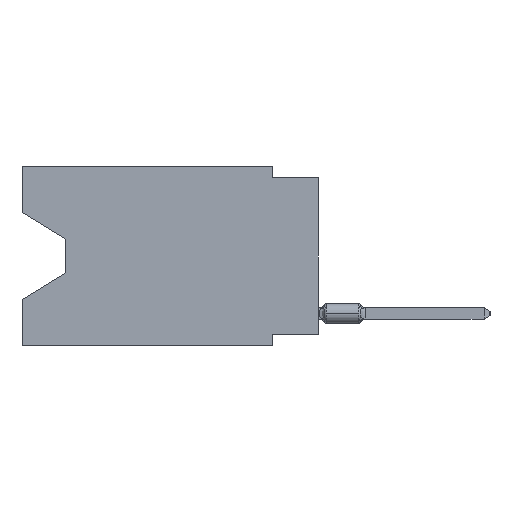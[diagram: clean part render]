
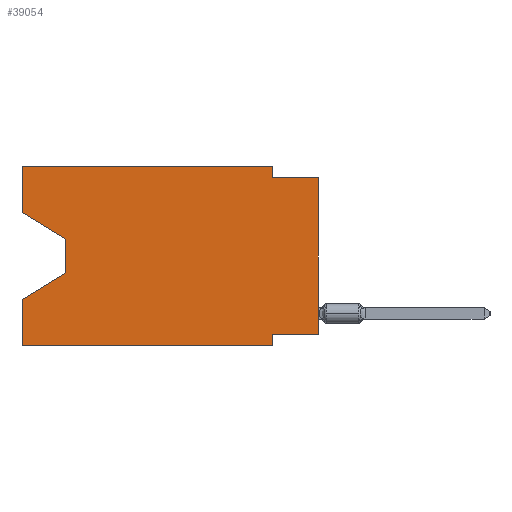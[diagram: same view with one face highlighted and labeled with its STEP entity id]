
A CAD part, left-side view. The second image highlights one B-rep face of the part: STEP entity #39054.
In plain terms, the highlighted planar face has unit normal (-1, 0, 0).
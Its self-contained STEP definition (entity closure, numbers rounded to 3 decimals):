
#277 = LINE ( 'NONE', #66757, #36512 ) ;
#1712 = VERTEX_POINT ( 'NONE', #9507 ) ;
#3384 = EDGE_CURVE ( 'NONE', #45084, #1712, #277, .T. ) ;
#4566 = EDGE_CURVE ( 'NONE', #25628, #8590, #83794, .T. ) ;
#6105 = LINE ( 'NONE', #32422, #35833 ) ;
#6626 = CARTESIAN_POINT ( 'NONE',  ( 0., 0., 0. ) ) ;
#7455 = EDGE_CURVE ( 'NONE', #34795, #8590, #14610, .T. ) ;
#7783 = LINE ( 'NONE', #53115, #37633 ) ;
#8052 = VERTEX_POINT ( 'NONE', #29574 ) ;
#8590 = VERTEX_POINT ( 'NONE', #76121 ) ;
#8883 = EDGE_LOOP ( 'NONE', ( #50856, #42320, #35096, #71799, #39168, #35313, #34785, #71578, #50712, #24665, #72435, #32587 ) ) ;
#9090 = VERTEX_POINT ( 'NONE', #72424 ) ;
#9507 = CARTESIAN_POINT ( 'NONE',  ( 0., 0., -0.635 ) ) ;
#10762 = VECTOR ( 'NONE', #79416, 1000. ) ;
#12399 = VECTOR ( 'NONE', #43362, 1000. ) ;
#14606 = EDGE_CURVE ( 'NONE', #53412, #45084, #43879, .T. ) ;
#14610 = LINE ( 'NONE', #15024, #10762 ) ;
#15024 = CARTESIAN_POINT ( 'NONE',  ( 0., 16.383, 0. ) ) ;
#15962 = CARTESIAN_POINT ( 'NONE',  ( 0., 16.383, 0. ) ) ;
#16050 = EDGE_CURVE ( 'NONE', #48256, #79211, #19152, .T. ) ;
#17390 = VERTEX_POINT ( 'NONE', #82214 ) ;
#19152 = LINE ( 'NONE', #24791, #73105 ) ;
#20161 = CARTESIAN_POINT ( 'NONE',  ( 0., 13.97, -4.013 ) ) ;
#22755 = VECTOR ( 'NONE', #46748, 1000. ) ;
#23063 = DIRECTION ( 'NONE',  ( 1., 0., 0. ) ) ;
#24665 = ORIENTED_EDGE ( 'NONE', *, *, #14606, .F. ) ;
#24791 = CARTESIAN_POINT ( 'NONE',  ( 0., 0., -9.271 ) ) ;
#25628 = VERTEX_POINT ( 'NONE', #59604 ) ;
#29574 = CARTESIAN_POINT ( 'NONE',  ( 0., 16.383, -2.546 ) ) ;
#31931 = CARTESIAN_POINT ( 'NONE',  ( 0., 13.97, -5.893 ) ) ;
#32422 = CARTESIAN_POINT ( 'NONE',  ( 0., 16.383, 0. ) ) ;
#32587 = ORIENTED_EDGE ( 'NONE', *, *, #64152, .F. ) ;
#34097 = DIRECTION ( 'NONE',  ( 0., 0., -1. ) ) ;
#34785 = ORIENTED_EDGE ( 'NONE', *, *, #16050, .F. ) ;
#34795 = VERTEX_POINT ( 'NONE', #53767 ) ;
#35096 = ORIENTED_EDGE ( 'NONE', *, *, #4566, .T. ) ;
#35313 = ORIENTED_EDGE ( 'NONE', *, *, #47997, .F. ) ;
#35833 = VECTOR ( 'NONE', #78667, 1000. ) ;
#36512 = VECTOR ( 'NONE', #38716, 1000. ) ;
#36872 = AXIS2_PLACEMENT_3D ( 'NONE', #48529, #23063, #74489 ) ;
#37536 = CARTESIAN_POINT ( 'NONE',  ( 0., 16.383, 0. ) ) ;
#37633 = VECTOR ( 'NONE', #34097, 1000. ) ;
#37746 = CARTESIAN_POINT ( 'NONE',  ( 0., 2.54, -0.635 ) ) ;
#38387 = LINE ( 'NONE', #37536, #46511 ) ;
#38413 = CARTESIAN_POINT ( 'NONE',  ( 0., 16.383, -2.546 ) ) ;
#38716 = DIRECTION ( 'NONE',  ( 0., -1., 0. ) ) ;
#39054 = ADVANCED_FACE ( 'NONE', ( #61520 ), #55891, .F. ) ;
#39168 = ORIENTED_EDGE ( 'NONE', *, *, #40373, .T. ) ;
#40373 = EDGE_CURVE ( 'NONE', #34795, #17390, #76194, .T. ) ;
#42320 = ORIENTED_EDGE ( 'NONE', *, *, #57316, .T. ) ;
#42499 = VECTOR ( 'NONE', #44737, 1000. ) ;
#43362 = DIRECTION ( 'NONE',  ( 0., -1., 0. ) ) ;
#43879 = LINE ( 'NONE', #51204, #42499 ) ;
#44737 = DIRECTION ( 'NONE',  ( 0., 0., -1. ) ) ;
#44910 = DIRECTION ( 'NONE',  ( 0., 0.855, -0.519 ) ) ;
#45084 = VERTEX_POINT ( 'NONE', #37746 ) ;
#46511 = VECTOR ( 'NONE', #64733, 1000. ) ;
#46514 = VERTEX_POINT ( 'NONE', #15962 ) ;
#46748 = DIRECTION ( 'NONE',  ( 0., 0., 1. ) ) ;
#47997 = EDGE_CURVE ( 'NONE', #79211, #17390, #7783, .T. ) ;
#48256 = VERTEX_POINT ( 'NONE', #83725 ) ;
#48529 = CARTESIAN_POINT ( 'NONE',  ( 0., 16.383, 0. ) ) ;
#50453 = VECTOR ( 'NONE', #44910, 1000. ) ;
#50712 = ORIENTED_EDGE ( 'NONE', *, *, #3384, .F. ) ;
#50856 = ORIENTED_EDGE ( 'NONE', *, *, #52052, .T. ) ;
#51204 = CARTESIAN_POINT ( 'NONE',  ( 0., 2.54, 0. ) ) ;
#52052 = EDGE_CURVE ( 'NONE', #8052, #9090, #57855, .T. ) ;
#52969 = DIRECTION ( 'NONE',  ( 0., 0., -1. ) ) ;
#53115 = CARTESIAN_POINT ( 'NONE',  ( 0., 2.54, -9.906 ) ) ;
#53412 = VERTEX_POINT ( 'NONE', #65013 ) ;
#53767 = CARTESIAN_POINT ( 'NONE',  ( 0., 16.383, -9.906 ) ) ;
#55891 = PLANE ( 'NONE',  #36872 ) ;
#57316 = EDGE_CURVE ( 'NONE', #9090, #25628, #72429, .T. ) ;
#57855 = LINE ( 'NONE', #38413, #75528 ) ;
#59604 = CARTESIAN_POINT ( 'NONE',  ( 0., 13.97, -5.893 ) ) ;
#61520 = FACE_OUTER_BOUND ( 'NONE', #8883, .T. ) ;
#63474 = DIRECTION ( 'NONE',  ( 0., -0.855, -0.519 ) ) ;
#64152 = EDGE_CURVE ( 'NONE', #8052, #46514, #38387, .T. ) ;
#64733 = DIRECTION ( 'NONE',  ( 0., 0., 1. ) ) ;
#65013 = CARTESIAN_POINT ( 'NONE',  ( 0., 2.54, 0. ) ) ;
#66757 = CARTESIAN_POINT ( 'NONE',  ( 0., 0., -0.635 ) ) ;
#69791 = VECTOR ( 'NONE', #52969, 1000. ) ;
#71578 = ORIENTED_EDGE ( 'NONE', *, *, #74110, .T. ) ;
#71799 = ORIENTED_EDGE ( 'NONE', *, *, #7455, .F. ) ;
#72424 = CARTESIAN_POINT ( 'NONE',  ( 0., 13.97, -4.013 ) ) ;
#72429 = LINE ( 'NONE', #20161, #69791 ) ;
#72435 = ORIENTED_EDGE ( 'NONE', *, *, #84722, .F. ) ;
#73105 = VECTOR ( 'NONE', #83526, 1000. ) ;
#73112 = LINE ( 'NONE', #6626, #22755 ) ;
#74110 = EDGE_CURVE ( 'NONE', #48256, #1712, #73112, .T. ) ;
#74489 = DIRECTION ( 'NONE',  ( 0., 0., -1. ) ) ;
#75528 = VECTOR ( 'NONE', #63474, 1000. ) ;
#76121 = CARTESIAN_POINT ( 'NONE',  ( 0., 16.383, -7.36 ) ) ;
#76194 = LINE ( 'NONE', #77075, #12399 ) ;
#77075 = CARTESIAN_POINT ( 'NONE',  ( 0., 16.383, -9.906 ) ) ;
#78667 = DIRECTION ( 'NONE',  ( 0., -1., 0. ) ) ;
#79211 = VERTEX_POINT ( 'NONE', #84738 ) ;
#79416 = DIRECTION ( 'NONE',  ( 0., 0., 1. ) ) ;
#82214 = CARTESIAN_POINT ( 'NONE',  ( 0., 2.54, -9.906 ) ) ;
#83526 = DIRECTION ( 'NONE',  ( 0., 1., 0. ) ) ;
#83725 = CARTESIAN_POINT ( 'NONE',  ( 0., 0., -9.271 ) ) ;
#83794 = LINE ( 'NONE', #31931, #50453 ) ;
#84722 = EDGE_CURVE ( 'NONE', #46514, #53412, #6105, .T. ) ;
#84738 = CARTESIAN_POINT ( 'NONE',  ( 0., 2.54, -9.271 ) ) ;
